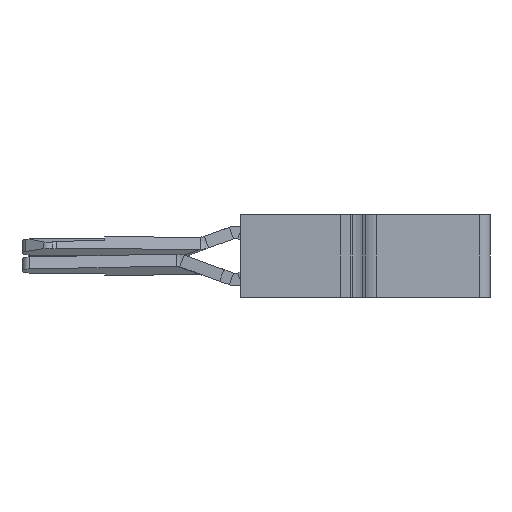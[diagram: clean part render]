
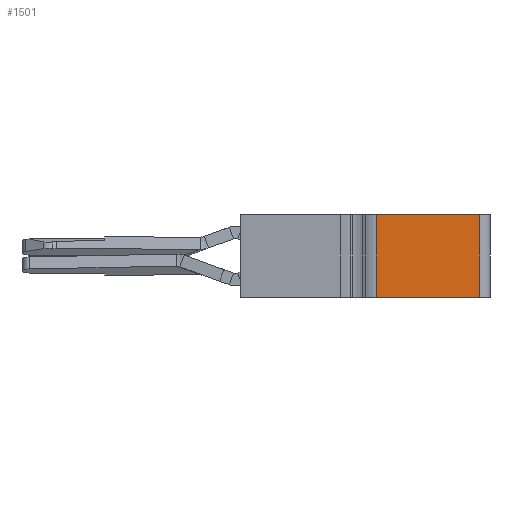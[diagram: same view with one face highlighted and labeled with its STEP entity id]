
A CAD part, front view. The second image highlights one B-rep face of the part: STEP entity #1501.
In plain terms, the highlighted planar face has unit normal (0, -1, 0).
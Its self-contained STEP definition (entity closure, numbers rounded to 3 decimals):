
#1501=ADVANCED_FACE('',(#2748),#2021,.T.);
#2021=PLANE('',#14680);
#2748=FACE_OUTER_BOUND('',#3550,.T.);
#3550=EDGE_LOOP('',(#7235,#7236,#7237,#7238));
#7235=ORIENTED_EDGE('',*,*,#10858,.F.);
#7236=ORIENTED_EDGE('',*,*,#10859,.F.);
#7237=ORIENTED_EDGE('',*,*,#10854,.T.);
#7238=ORIENTED_EDGE('',*,*,#10860,.T.);
#9033=VERTEX_POINT('',#24122);
#9034=VERTEX_POINT('',#24123);
#9037=VERTEX_POINT('',#24131);
#9038=VERTEX_POINT('',#24132);
#10854=EDGE_CURVE('',#9033,#9034,#12353,.T.);
#10858=EDGE_CURVE('',#9037,#9038,#12355,.T.);
#10859=EDGE_CURVE('',#9033,#9037,#12356,.T.);
#10860=EDGE_CURVE('',#9034,#9038,#12357,.T.);
#12353=LINE('',#24121,#13695);
#12355=LINE('',#24130,#13697);
#12356=LINE('',#24133,#13698);
#12357=LINE('',#24134,#13699);
#13695=VECTOR('',#17821,1.);
#13697=VECTOR('',#17829,1.);
#13698=VECTOR('',#17830,1.);
#13699=VECTOR('',#17831,1.);
#14680=AXIS2_PLACEMENT_3D('',#24135,#17832,#17833);
#17821=DIRECTION('',(0.,0.,1.));
#17829=DIRECTION('',(0.,0.,1.));
#17830=DIRECTION('',(-1.,0.,0.));
#17831=DIRECTION('',(-1.,0.,0.));
#17832=DIRECTION('',(0.,-1.,0.));
#17833=DIRECTION('',(0.,0.,1.));
#24121=CARTESIAN_POINT('',(0.4,-10.05,-2.));
#24122=CARTESIAN_POINT('',(0.4,-10.05,-2.));
#24123=CARTESIAN_POINT('',(0.4,-10.05,2.));
#24130=CARTESIAN_POINT('',(-4.626,-10.05,-2.));
#24131=CARTESIAN_POINT('',(-4.626,-10.05,-2.));
#24132=CARTESIAN_POINT('',(-4.626,-10.05,2.));
#24133=CARTESIAN_POINT('',(-7.,-10.05,-2.));
#24134=CARTESIAN_POINT('',(0.9,-10.05,2.));
#24135=CARTESIAN_POINT('',(0.9,-10.05,-2.));
